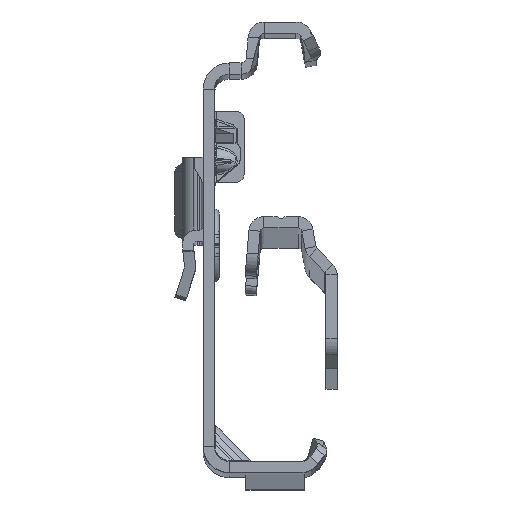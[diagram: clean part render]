
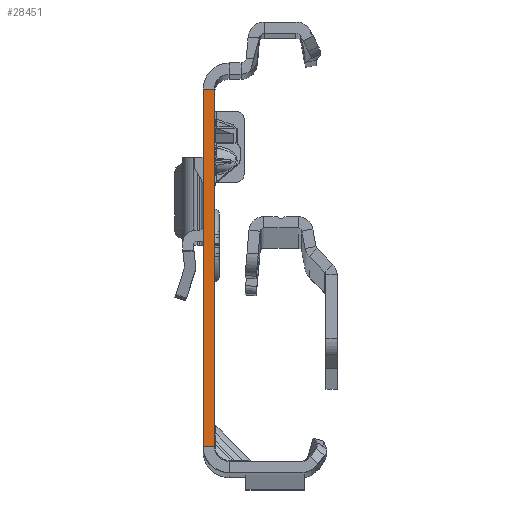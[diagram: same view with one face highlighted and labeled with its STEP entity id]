
A CAD part, top view. The second image highlights one B-rep face of the part: STEP entity #28451.
In plain terms, the highlighted planar face has unit normal (0, 0, 1).
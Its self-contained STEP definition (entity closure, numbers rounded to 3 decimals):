
#1243 = EDGE_CURVE ( 'NONE', #27000, #14204, #51830, .T. ) ;
#4246 = ORIENTED_EDGE ( 'NONE', *, *, #15590, .T. ) ;
#5054 = CARTESIAN_POINT ( 'NONE',  ( -1.5, 22.135, 0. ) ) ;
#6534 = VECTOR ( 'NONE', #49814, 1000. ) ;
#7257 = VECTOR ( 'NONE', #33234, 1000. ) ;
#10660 = CARTESIAN_POINT ( 'NONE',  ( -1.5, -27.865, 0. ) ) ;
#12184 = CARTESIAN_POINT ( 'NONE',  ( 0., -27.865, 0. ) ) ;
#13759 = EDGE_CURVE ( 'NONE', #14204, #43152, #48705, .T. ) ;
#13997 = ORIENTED_EDGE ( 'NONE', *, *, #13759, .F. ) ;
#14095 = DIRECTION ( 'NONE',  ( 1., 0., 0. ) ) ;
#14204 = VERTEX_POINT ( 'NONE', #44015 ) ;
#14865 = LINE ( 'NONE', #10660, #25715 ) ;
#15590 = EDGE_CURVE ( 'NONE', #27000, #39836, #45366, .T. ) ;
#16822 = DIRECTION ( 'NONE',  ( 0., -1., 0. ) ) ;
#18244 = CARTESIAN_POINT ( 'NONE',  ( -1.5, -25.865, 0. ) ) ;
#19461 = EDGE_CURVE ( 'NONE', #39836, #43152, #14865, .T. ) ;
#20842 = VECTOR ( 'NONE', #54018, 1000. ) ;
#22506 = ORIENTED_EDGE ( 'NONE', *, *, #19461, .T. ) ;
#25686 = AXIS2_PLACEMENT_3D ( 'NONE', #35420, #52455, #14095 ) ;
#25715 = VECTOR ( 'NONE', #16822, 1000. ) ;
#27000 = VERTEX_POINT ( 'NONE', #46606 ) ;
#28451 = ADVANCED_FACE ( 'NONE', ( #36259 ), #40752, .T. ) ;
#32794 = CARTESIAN_POINT ( 'NONE',  ( 0., 22.135, 0. ) ) ;
#33234 = DIRECTION ( 'NONE',  ( 0., -1., 0. ) ) ;
#35420 = CARTESIAN_POINT ( 'NONE',  ( -1.5, -27.865, 0. ) ) ;
#35504 = ORIENTED_EDGE ( 'NONE', *, *, #1243, .F. ) ;
#36259 = FACE_OUTER_BOUND ( 'NONE', #47677, .T. ) ;
#39836 = VERTEX_POINT ( 'NONE', #5054 ) ;
#40752 = PLANE ( 'NONE',  #25686 ) ;
#40959 = CARTESIAN_POINT ( 'NONE',  ( 0., -25.865, 0. ) ) ;
#43152 = VERTEX_POINT ( 'NONE', #18244 ) ;
#44015 = CARTESIAN_POINT ( 'NONE',  ( 0., -25.865, 0. ) ) ;
#45366 = LINE ( 'NONE', #32794, #6534 ) ;
#46606 = CARTESIAN_POINT ( 'NONE',  ( 0., 22.135, 0. ) ) ;
#47677 = EDGE_LOOP ( 'NONE', ( #35504, #4246, #22506, #13997 ) ) ;
#48705 = LINE ( 'NONE', #40959, #20842 ) ;
#49814 = DIRECTION ( 'NONE',  ( -1., 0., 0. ) ) ;
#51830 = LINE ( 'NONE', #12184, #7257 ) ;
#52455 = DIRECTION ( 'NONE',  ( 0., 0., 1. ) ) ;
#54018 = DIRECTION ( 'NONE',  ( -1., 0., 0. ) ) ;
